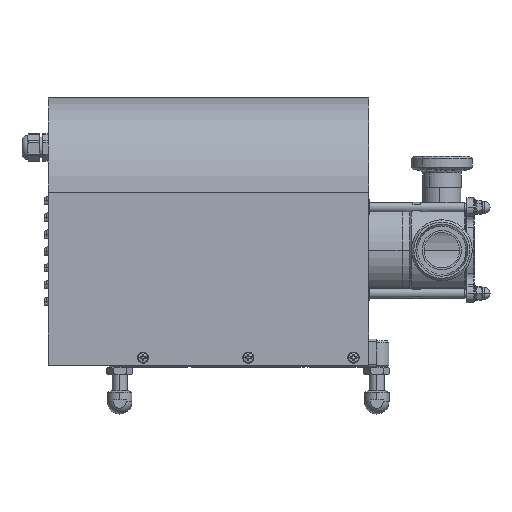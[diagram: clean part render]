
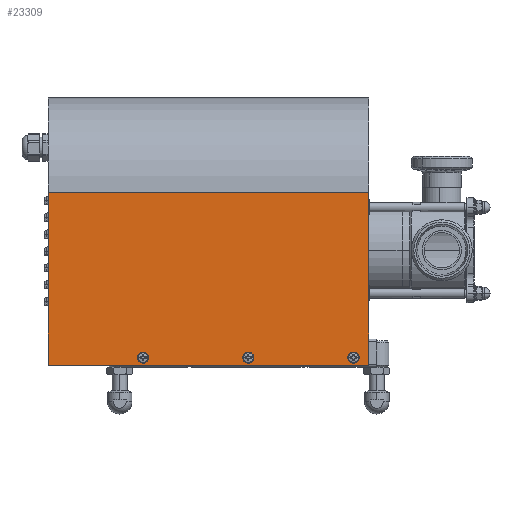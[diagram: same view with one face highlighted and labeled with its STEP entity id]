
A CAD part, top view. The second image highlights one B-rep face of the part: STEP entity #23309.
In plain terms, the highlighted planar face has unit normal (0, 0, 1).
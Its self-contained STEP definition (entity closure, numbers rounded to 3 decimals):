
#12826 = CARTESIAN_POINT ( 'NONE',  ( 10.5, 62., 101. ) ) ;
#12866 = CARTESIAN_POINT ( 'NONE',  ( -6., -118.5, 101. ) ) ;
#12868 = CARTESIAN_POINT ( 'NONE',  ( -332.5, 62., 101. ) ) ;
#12888 = CARTESIAN_POINT ( 'NONE',  ( -6., -111.5, 101. ) ) ;
#12905 = CARTESIAN_POINT ( 'NONE',  ( -118.5, -111.5, 101. ) ) ;
#12918 = CARTESIAN_POINT ( 'NONE',  ( -332.5, -123., 101. ) ) ;
#12943 = CARTESIAN_POINT ( 'NONE',  ( -231., -118.5, 101. ) ) ;
#12954 = CARTESIAN_POINT ( 'NONE',  ( 10.5, -123., 101. ) ) ;
#12959 = CARTESIAN_POINT ( 'NONE',  ( -231., -111.5, 101. ) ) ;
#13003 = CARTESIAN_POINT ( 'NONE',  ( -118.5, -118.5, 101. ) ) ;
#23309 = ADVANCED_FACE ( 'NONE', ( #49161, #49151, #49163, #49165 ), #51808, .F. ) ;
#23856 = EDGE_CURVE ( 'NONE', #55528, #55430, #49264, .T. ) ;
#23858 = EDGE_CURVE ( 'NONE', #55468, #55484, #49266, .T. ) ;
#23875 = EDGE_CURVE ( 'NONE', #55391, #55413, #49279, .T. ) ;
#23914 = EDGE_CURVE ( 'NONE', #55443, #55393, #49307, .T. ) ;
#23960 = EDGE_CURVE ( 'NONE', #55413, #55391, #49342, .T. ) ;
#23971 = EDGE_CURVE ( 'NONE', #55479, #55351, #49332, .T. ) ;
#23975 = EDGE_CURVE ( 'NONE', #55443, #55479, #49349, .T. ) ;
#23979 = EDGE_CURVE ( 'NONE', #55393, #55351, #49348, .T. ) ;
#23981 = EDGE_CURVE ( 'NONE', #55430, #55528, #49357, .T. ) ;
#23984 = EDGE_CURVE ( 'NONE', #55484, #55468, #49359, .T. ) ;
#27892 = ORIENTED_EDGE ( 'NONE', *, *, #23981, .F. ) ;
#27894 = ORIENTED_EDGE ( 'NONE', *, *, #23856, .F. ) ;
#27896 = ORIENTED_EDGE ( 'NONE', *, *, #23984, .F. ) ;
#27898 = ORIENTED_EDGE ( 'NONE', *, *, #23858, .F. ) ;
#27900 = ORIENTED_EDGE ( 'NONE', *, *, #23960, .F. ) ;
#27902 = ORIENTED_EDGE ( 'NONE', *, *, #23875, .F. ) ;
#27904 = ORIENTED_EDGE ( 'NONE', *, *, #23971, .T. ) ;
#27906 = ORIENTED_EDGE ( 'NONE', *, *, #23979, .F. ) ;
#27908 = ORIENTED_EDGE ( 'NONE', *, *, #23914, .F. ) ;
#27910 = ORIENTED_EDGE ( 'NONE', *, *, #23975, .T. ) ;
#35537 = EDGE_LOOP ( 'NONE', ( #27896, #27898 ) ) ;
#35538 = EDGE_LOOP ( 'NONE', ( #27904, #27906, #27908, #27910 ) ) ;
#35542 = EDGE_LOOP ( 'NONE', ( #27892, #27894 ) ) ;
#35574 = EDGE_LOOP ( 'NONE', ( #27900, #27902 ) ) ;
#41550 = AXIS2_PLACEMENT_3D ( 'NONE', #51809, #51810, #51811 ) ;
#41597 = AXIS2_PLACEMENT_3D ( 'NONE', #52074, #52116, #52118 ) ;
#41602 = AXIS2_PLACEMENT_3D ( 'NONE', #52087, #52110, #52111 ) ;
#41607 = AXIS2_PLACEMENT_3D ( 'NONE', #52151, #52156, #52158 ) ;
#41622 = AXIS2_PLACEMENT_3D ( 'NONE', #52320, #52329, #52331 ) ;
#41625 = AXIS2_PLACEMENT_3D ( 'NONE', #52370, #52382, #52383 ) ;
#41626 = AXIS2_PLACEMENT_3D ( 'NONE', #52378, #52380, #52389 ) ;
#49151 = FACE_BOUND ( 'NONE', #35537, .T. ) ;
#49161 = FACE_BOUND ( 'NONE', #35542, .T. ) ;
#49163 = FACE_BOUND ( 'NONE', #35574, .T. ) ;
#49165 = FACE_OUTER_BOUND ( 'NONE', #35538, .T. ) ;
#49264 = CIRCLE ( 'NONE', #41602, 3.5 ) ;
#49266 = CIRCLE ( 'NONE', #41597, 3.5 ) ;
#49279 = CIRCLE ( 'NONE', #41607, 3.5 ) ;
#49303 = VECTOR ( 'NONE', #52219, 1000. ) ;
#49307 = LINE ( 'NONE', #52213, #49303 ) ;
#49332 = LINE ( 'NONE', #52355, #49340 ) ;
#49340 = VECTOR ( 'NONE', #52357, 1000. ) ;
#49342 = CIRCLE ( 'NONE', #41622, 3.5 ) ;
#49348 = LINE ( 'NONE', #52373, #49354 ) ;
#49349 = LINE ( 'NONE', #52363, #49350 ) ;
#49350 = VECTOR ( 'NONE', #52366, 1000. ) ;
#49354 = VECTOR ( 'NONE', #52376, 1000. ) ;
#49357 = CIRCLE ( 'NONE', #41625, 3.5 ) ;
#49359 = CIRCLE ( 'NONE', #41626, 3.5 ) ;
#51808 = PLANE ( 'NONE',  #41550 ) ;
#51809 = CARTESIAN_POINT ( 'NONE',  ( -332.5, 62., 101. ) ) ;
#51810 = DIRECTION ( 'NONE',  ( 0., 0., -1. ) ) ;
#51811 = DIRECTION ( 'NONE',  ( 0., -1., 0. ) ) ;
#52074 = CARTESIAN_POINT ( 'NONE',  ( -231., -115., 101. ) ) ;
#52087 = CARTESIAN_POINT ( 'NONE',  ( -118.5, -115., 101. ) ) ;
#52110 = DIRECTION ( 'NONE',  ( 0., 0., 1. ) ) ;
#52111 = DIRECTION ( 'NONE',  ( 0., 1., 0. ) ) ;
#52116 = DIRECTION ( 'NONE',  ( 0., 0., 1. ) ) ;
#52118 = DIRECTION ( 'NONE',  ( 0., 1., 0. ) ) ;
#52151 = CARTESIAN_POINT ( 'NONE',  ( -6., -115., 101. ) ) ;
#52156 = DIRECTION ( 'NONE',  ( 0., 0., 1. ) ) ;
#52158 = DIRECTION ( 'NONE',  ( 0., 1., 0. ) ) ;
#52213 = CARTESIAN_POINT ( 'NONE',  ( -332.5, 62., 101. ) ) ;
#52219 = DIRECTION ( 'NONE',  ( 0., 1., 0. ) ) ;
#52320 = CARTESIAN_POINT ( 'NONE',  ( -6., -115., 101. ) ) ;
#52329 = DIRECTION ( 'NONE',  ( 0., 0., 1. ) ) ;
#52331 = DIRECTION ( 'NONE',  ( 0., 1., 0. ) ) ;
#52355 = CARTESIAN_POINT ( 'NONE',  ( 10.5, 62., 101. ) ) ;
#52357 = DIRECTION ( 'NONE',  ( 0., 1., 0. ) ) ;
#52363 = CARTESIAN_POINT ( 'NONE',  ( -332.5, -123., 101. ) ) ;
#52366 = DIRECTION ( 'NONE',  ( 1., 0., 0. ) ) ;
#52370 = CARTESIAN_POINT ( 'NONE',  ( -118.5, -115., 101. ) ) ;
#52373 = CARTESIAN_POINT ( 'NONE',  ( -332.5, 62., 101. ) ) ;
#52376 = DIRECTION ( 'NONE',  ( 1., 0., 0. ) ) ;
#52378 = CARTESIAN_POINT ( 'NONE',  ( -231., -115., 101. ) ) ;
#52380 = DIRECTION ( 'NONE',  ( 0., 0., 1. ) ) ;
#52382 = DIRECTION ( 'NONE',  ( 0., 0., 1. ) ) ;
#52383 = DIRECTION ( 'NONE',  ( 0., 1., 0. ) ) ;
#52389 = DIRECTION ( 'NONE',  ( 0., 1., 0. ) ) ;
#55351 = VERTEX_POINT ( 'NONE', #12826 ) ;
#55391 = VERTEX_POINT ( 'NONE', #12866 ) ;
#55393 = VERTEX_POINT ( 'NONE', #12868 ) ;
#55413 = VERTEX_POINT ( 'NONE', #12888 ) ;
#55430 = VERTEX_POINT ( 'NONE', #12905 ) ;
#55443 = VERTEX_POINT ( 'NONE', #12918 ) ;
#55468 = VERTEX_POINT ( 'NONE', #12943 ) ;
#55479 = VERTEX_POINT ( 'NONE', #12954 ) ;
#55484 = VERTEX_POINT ( 'NONE', #12959 ) ;
#55528 = VERTEX_POINT ( 'NONE', #13003 ) ;
